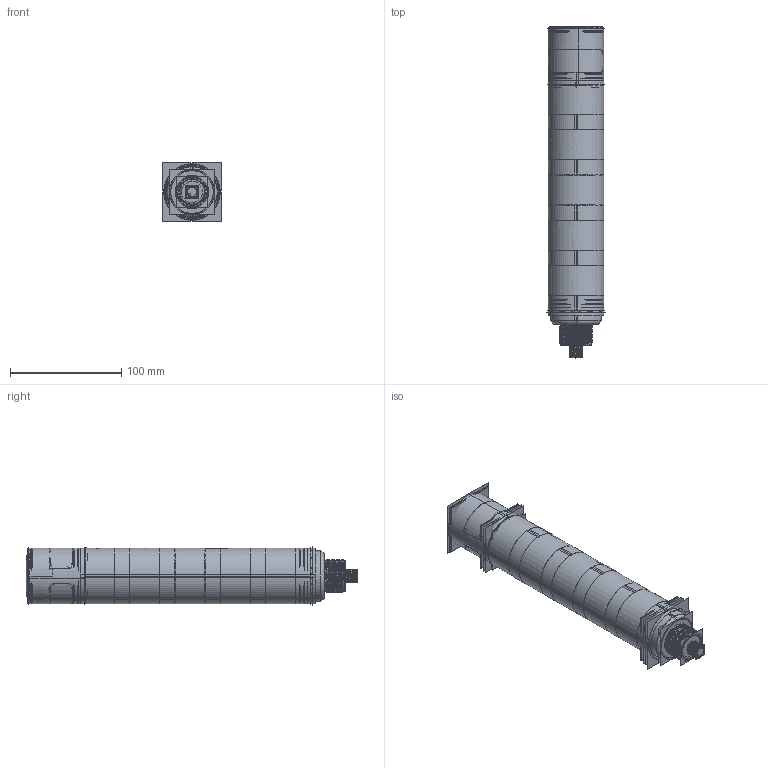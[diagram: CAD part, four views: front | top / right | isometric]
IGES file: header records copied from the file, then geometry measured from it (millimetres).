
Start section:  PTC IGES file: 212923.igs
Global section: file name: 212923.igs; native system: Creo Parametric by PTC Inc.; preprocessor: 2018300; author: pdmadmin; organization: Unknown; date: 20190725.120208; units: millimetre
Bounding box: 52.54 x 297.97 x 52.52 mm (x, y, z)
Volume: 158250.2 mm3; surface area: 830909.8 mm2
Topology: 9 solids, 17 shells, 2992 faces, 15082 edges, 19044 vertices
Faces by surface type: revolution 1518, bspline 1466, extrusion 8
